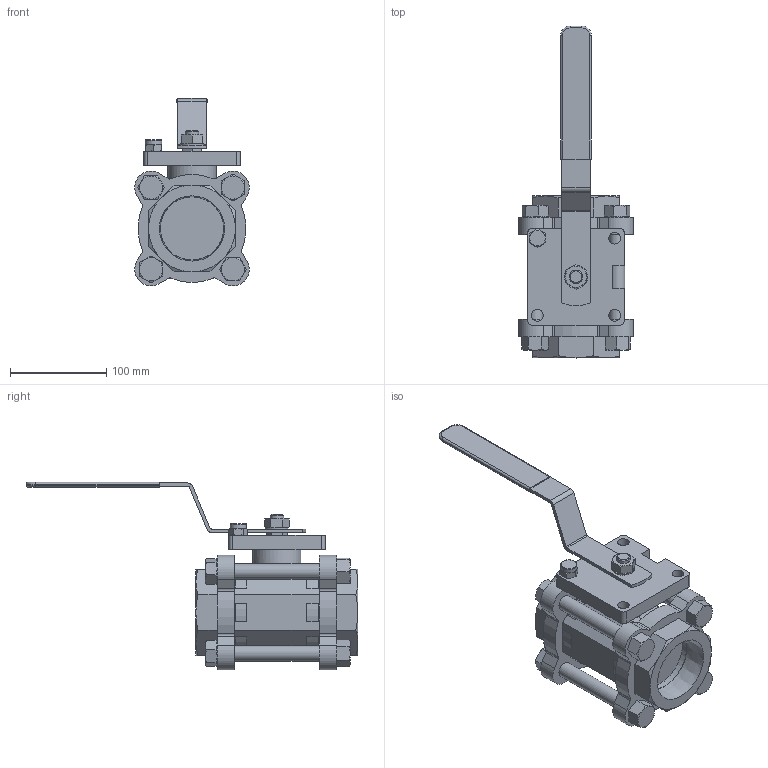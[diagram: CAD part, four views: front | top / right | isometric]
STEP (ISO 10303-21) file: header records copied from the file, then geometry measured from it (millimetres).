
FILE_DESCRIPTION((''),'2;1');
FILE_NAME('bv100-065-screw-00.stp','2013-03-05T17:02:08',('nakaot'),(''),'Autodesk Inventor 2012','Autodesk Inventor 2012','');
FILE_SCHEMA(('AUTOMOTIVE_DESIGN { 1 0 10303 214 1 1 1 1 }'));
Length unit declared in the file: millimetre
Products named in the file (1): bv100-065-screw-00
Bounding box: 118.84 x 344 x 194.44 mm (x, y, z)
Volume: 1474401.2 mm3; surface area: 181601.6 mm2
Topology: 1 solids, 5 shells, 403 faces, 930 edges, 578 vertices
Faces by surface type: plane 194, cone 121, cylinder 83, torus 5
Full cylindrical faces by diameter (mm): 12 x4, 14 x5, 16 x4, 17 x1, 24 x1, 50 x1, 65.481 x2
Entity records: 10981 total; most frequent: CARTESIAN_POINT 2354, ORIENTED_EDGE 1808, DIRECTION 1772, EDGE_CURVE 904, AXIS2_PLACEMENT_3D 700, VERTEX_POINT 574, EDGE_LOOP 480, FACE_OUTER_BOUND 403
